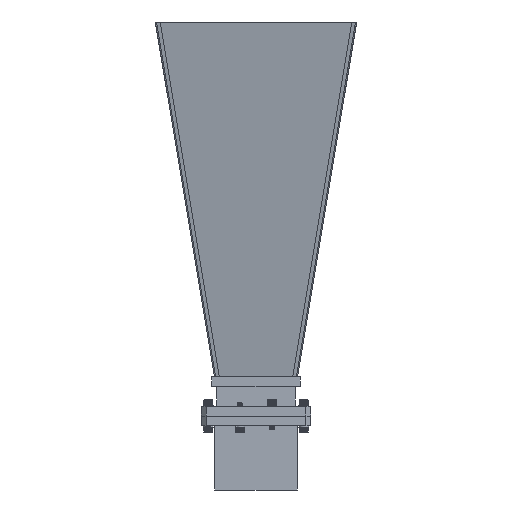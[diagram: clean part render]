
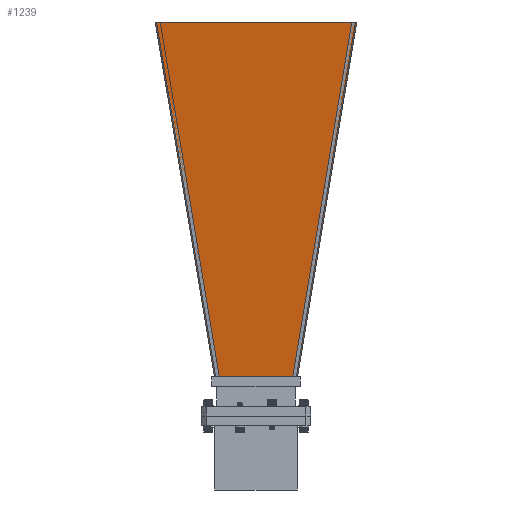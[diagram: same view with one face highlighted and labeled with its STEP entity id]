
A CAD part, front view. The second image highlights one B-rep face of the part: STEP entity #1239.
In plain terms, the highlighted face is planar.
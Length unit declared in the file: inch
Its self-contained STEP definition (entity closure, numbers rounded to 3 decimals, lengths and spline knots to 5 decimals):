
#1062 = FACE_OUTER_BOUND ( 'NONE', #15440, .T. ) ;
#1239 = ADVANCED_FACE ( 'NONE', ( #1062 ), #5747, .F. ) ;
#1627 = LINE ( 'NONE', #13681, #2186 ) ;
#2002 = DIRECTION ( 'NONE',  ( 1., 0., 0. ) ) ;
#2149 = VERTEX_POINT ( 'NONE', #12189 ) ;
#2186 = VECTOR ( 'NONE', #4049, 39.37008 ) ;
#2369 = ORIENTED_EDGE ( 'NONE', *, *, #7885, .T. ) ;
#2588 = DIRECTION ( 'NONE',  ( 0.163, -0.976, -0.146 ) ) ;
#3581 = VECTOR ( 'NONE', #2588, 39.37008 ) ;
#3734 = DIRECTION ( 'NONE',  ( 0., 0.989, 0.148 ) ) ;
#3940 = EDGE_CURVE ( 'NONE', #10363, #10593, #9810, .T. ) ;
#4049 = DIRECTION ( 'NONE',  ( -0.163, -0.976, -0.146 ) ) ;
#4382 = ORIENTED_EDGE ( 'NONE', *, *, #10462, .T. ) ;
#4794 = VECTOR ( 'NONE', #2002, 39.37008 ) ;
#4862 = CARTESIAN_POINT ( 'NONE',  ( 1.059, 0.25, 0.53095 ) ) ;
#4872 = CARTESIAN_POINT ( 'NONE',  ( 11.10412, 9.26193, 1.878 ) ) ;
#5741 = AXIS2_PLACEMENT_3D ( 'NONE', #4872, #13138, #3734 ) ;
#5747 = PLANE ( 'NONE',  #5741 ) ;
#6398 = CARTESIAN_POINT ( 'NONE',  ( -2.78571, 10.61713, 2.08057 ) ) ;
#7885 = EDGE_CURVE ( 'NONE', #10593, #12825, #8835, .T. ) ;
#8835 = LINE ( 'NONE', #10105, #4794 ) ;
#8857 = CARTESIAN_POINT ( 'NONE',  ( 11.10412, 9.26193, 1.878 ) ) ;
#9002 = EDGE_CURVE ( 'NONE', #2149, #12825, #1627, .T. ) ;
#9157 = CARTESIAN_POINT ( 'NONE',  ( -1.059, 0.25, 0.53095 ) ) ;
#9810 = LINE ( 'NONE', #6398, #3581 ) ;
#9816 = CARTESIAN_POINT ( 'NONE',  ( -2.55999, 9.26193, 1.878 ) ) ;
#10105 = CARTESIAN_POINT ( 'NONE',  ( -2.12462, 0.25, 0.53095 ) ) ;
#10265 = DIRECTION ( 'NONE',  ( -1., 0., 0. ) ) ;
#10363 = VERTEX_POINT ( 'NONE', #9816 ) ;
#10409 = VECTOR ( 'NONE', #10265, 39.37008 ) ;
#10462 = EDGE_CURVE ( 'NONE', #2149, #10363, #12613, .T. ) ;
#10593 = VERTEX_POINT ( 'NONE', #9157 ) ;
#12189 = CARTESIAN_POINT ( 'NONE',  ( 2.55999, 9.26193, 1.878 ) ) ;
#12613 = LINE ( 'NONE', #8857, #10409 ) ;
#12825 = VERTEX_POINT ( 'NONE', #4862 ) ;
#13138 = DIRECTION ( 'NONE',  ( 0., 0.148, -0.989 ) ) ;
#13681 = CARTESIAN_POINT ( 'NONE',  ( 2.78571, 10.61713, 2.08057 ) ) ;
#14341 = ORIENTED_EDGE ( 'NONE', *, *, #3940, .T. ) ;
#15412 = ORIENTED_EDGE ( 'NONE', *, *, #9002, .F. ) ;
#15440 = EDGE_LOOP ( 'NONE', ( #2369, #15412, #4382, #14341 ) ) ;
